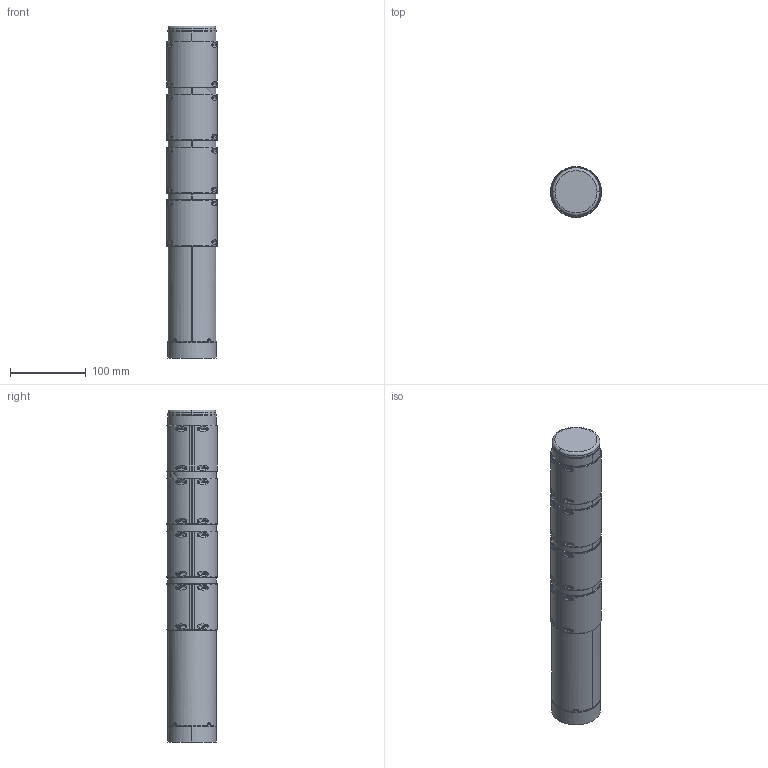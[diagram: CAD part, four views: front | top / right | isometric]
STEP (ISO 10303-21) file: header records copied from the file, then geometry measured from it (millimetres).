
FILE_DESCRIPTION( ( 'Argon' ), 'Build 908' );
FILE_NAME( '252-4N.stp', ' ', ( 'Lee Clore' ), ( 'Onyx Industries' ), 'ACIS Interop', 'Ashlar, Incorporated', 'Argon BY ASHLAR, INCORPORATED' );
FILE_SCHEMA( ( 'automotive_design' ) );
Length unit declared in the file: inch
Products named in the file (22): 22; 19; 21; 18; 55; 23; 3; 2; 25; 1; 16; 17; 26; 20; 24
Bounding box: 67.29 x 66.81 x 438.79 mm (x, y, z)
Volume: 336724.5 mm3; surface area: 231021.7 mm2
Topology: 21 solids, 21 shells, 1014 faces, 2733 edges, 1787 vertices
Faces by surface type: cylinder 510, plane 320, torus 94, bspline 64, cone 26
Entity records: 80193 total; most frequent: CARTESIAN_POINT 24529, STYLED_ITEM 5542, PRESENTATION_STYLE_ASSIGNMENT 5542, COLOUR_RGB 5542, ORIENTED_EDGE 5448, DIRECTION 4732, CURVE_STYLE 2725, DRAUGHTING_PRE_DEFINED_CURVE_FONT 2725
